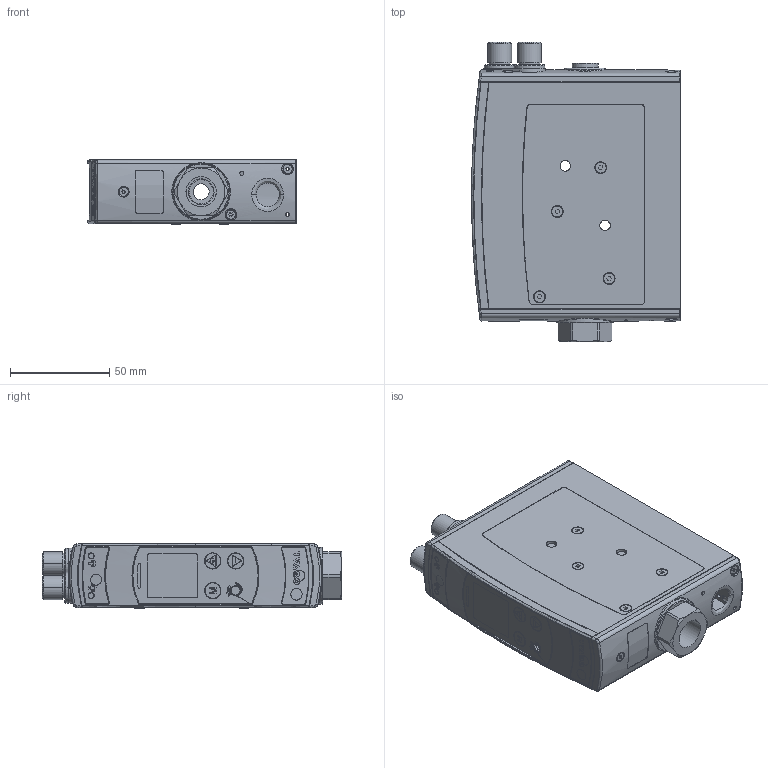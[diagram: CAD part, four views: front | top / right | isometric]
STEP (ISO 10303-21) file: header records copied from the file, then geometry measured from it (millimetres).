
FILE_DESCRIPTION(('STEP AP214'),'1');
FILE_NAME('COVAL_LEMAX90X25SC24PG1FS.stp','2017-12-27T15:37:14',('TraceParts'),('TraceParts S.A.'),'Spatial InterOp 3D',' ',' ');
FILE_SCHEMA(('automotive_design'));
Length unit declared in the file: millimetre
Products named in the file (38): COVAL_LEMAX90X25SC24PG1FS_1; COVAL_LEMAX90X25SC24PG1FS_2; COVAL_LEMAX90X25SC24PG1FS_3; COVAL_LEMAX90X25SC24PG1FS_4; COVAL_LEMAX90X25SC24PG1FS_5; COVAL_LEMAX90X25SC24PG1FS_6; COVAL_LEMAX90X25SC24PG1FS_7; COVAL_LEMAX90X25SC24PG1FS_8; COVAL_LEMAX90X25SC24PG1FS_9; COVAL_LEMAX90X25SC24PG1FS_10; COVAL_LEMAX90X25SC24PG1FS_11; COVAL_LEMAX90X25SC24PG1FS_12; COVAL_LEMAX90X25SC24PG1FS_13; COVAL_LEMAX90X25SC24PG1FS_14; COVAL_LEMAX90X25SC24PG1FS_15; COVAL_LEMAX90X25SC24PG1FS_16; COVAL_LEMAX90X25SC24PG1FS_17; COVAL_LEMAX90X25SC24PG1FS_18; COVAL_LEMAX90X25SC24PG1FS_19; COVAL_LEMAX90X25SC24PG1FS_20; COVAL_LEMAX90X25SC24PG1FS_21; COVAL_LEMAX90X25SC24PG1FS_22; COVAL_LEMAX90X25SC24PG1FS_23; COVAL_LEMAX90X25SC24PG1FS_24; COVAL_LEMAX90X25SC24PG1FS_25; COVAL_LEMAX90X25SC24PG1FS_26; COVAL_LEMAX90X25SC24PG1FS_27; COVAL_LEMAX90X25SC24PG1FS_28; COVAL_LEMAX90X25SC24PG1FS_29; COVAL_LEMAX90X25SC24PG1FS_30; COVAL_LEMAX90X25SC24PG1FS_31; COVAL_LEMAX90X25SC24PG1FS_32; COVAL_LEMAX90X25SC24PG1FS_33; COVAL_LEMAX90X25SC24PG1FS_34; COVAL_LEMAX90X25SC24PG1FS_35; COVAL_LEMAX90X25SC24PG1FS_36; COVAL_LEMAX90X25SC24PG1FS_37; COVAL_LEMAX90X25SC24PG1FS_38
Bounding box: 105.2 x 150.71 x 32.25 mm (x, y, z)
Volume: 71515 mm3; surface area: 104502.4 mm2
Topology: 38 solids, 39 shells, 1856 faces, 4860 edges, 3184 vertices
Faces by surface type: cylinder 749, plane 703, bspline 152, cone 144, torus 100, sphere 8
Entity records: 93721 total; most frequent: CARTESIAN_POINT 33205, ORIENTED_EDGE 9720, DIRECTION 8897, EDGE_CURVE 4860, AXIS2_PLACEMENT_3D 3314, VERTEX_POINT 3184, LINE 2269, VECTOR 2269
